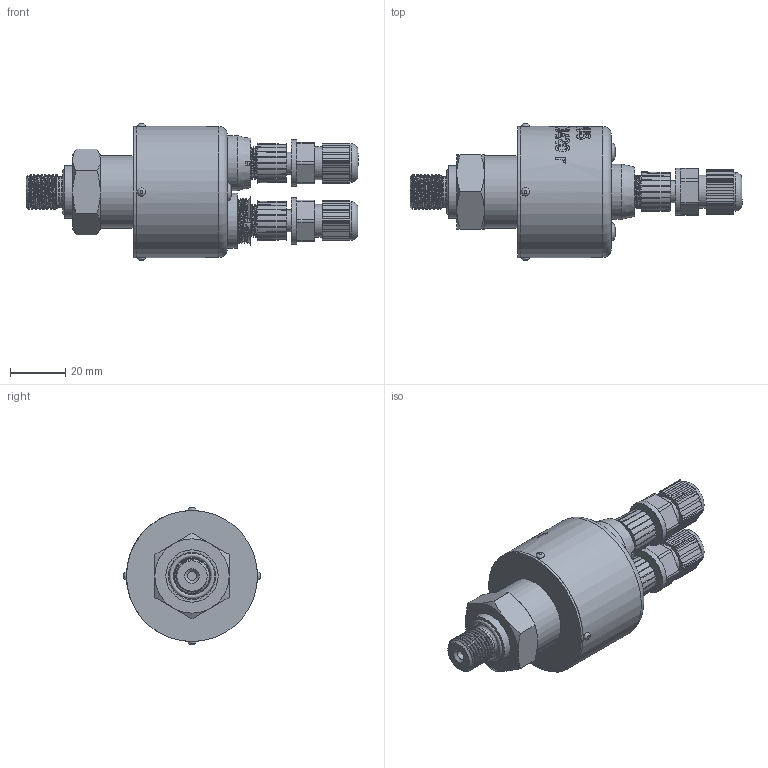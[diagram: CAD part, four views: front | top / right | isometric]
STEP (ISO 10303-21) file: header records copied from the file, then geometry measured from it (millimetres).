
FILE_DESCRIPTION(/* description */ (''),/* implementation_level */ '2;1');
FILE_NAME(/* name */ 'ASZ3420r_G1''4DIN_M12x1-straight.step',/* time_stamp */ '2021-07-16T11:55:46+03:00',/* author */ (''),/* organization */ (''),/* preprocessor_version */ 'ST-DEVELOPER v18.1',/* originating_system */ 'Autodesk Translation Framework v10.9.0.1377',/* authorisation */ '');
FILE_SCHEMA (('AUTOMOTIVE_DESIGN { 1 0 10303 214 3 1 1 }'));
Products named in the file (6): ASZ 3420 r - filled; G1/4 DIN; shell; M12x1 male v16; M12x1 male 2; M12x1 female straight v9
Assembly tree (6 placements, depth 2):
  ASZ 3420 r - filled
    G1/4 DIN
    shell
    M12x1 male v16
    M12x1 male 2
    M12x1 female straight v9  x2
Bounding box: 120.64 x 49.6 x 49.6 mm (x, y, z)
Volume: 91666.9 mm3; surface area: 28803.5 mm2
Topology: 31 solids, 31 shells, 1429 faces, 3880 edges, 2565 vertices
Faces by surface type: bspline 547, plane 539, cylinder 243, cone 83, torus 17
Full cylindrical faces by diameter (mm): 1 x25, 1.5 x8, 2 x4, 2.2 x4, 3.3 x1, 7.13 x2, 7.3 x2, 8 x6, 8.2 x2, 10.293 x2, 10.6 x4, 10.741 x8, 11 x1, 11.445 x7, 11.884 x6, 12 x2, 13 x2, 13.5 x1, 14 x2, 15.036 x8, 16.152 x10, 16.7 x1, 17 x2, 19 x1, 20 x2, 23 x1, 26.5 x2, 46 x1, 47.62 x1, 47.625 x1
Entity records: 63521 total; most frequent: CARTESIAN_POINT 36297, ORIENTED_EDGE 6654, DIRECTION 3782, EDGE_CURVE 3327, VERTEX_POINT 2202, LINE 1458, VECTOR 1458, B_SPLINE_CURVE_WITH_KNOTS 1359
